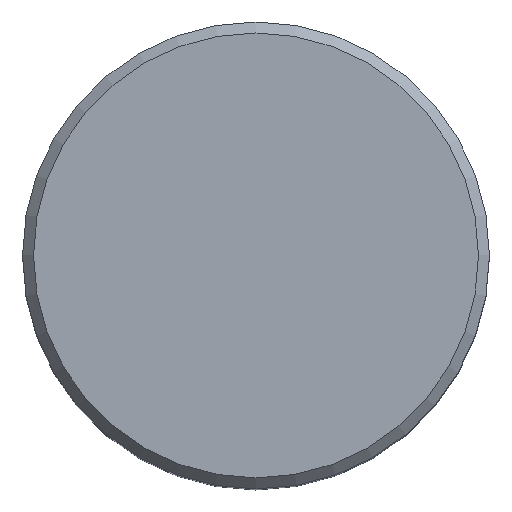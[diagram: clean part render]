
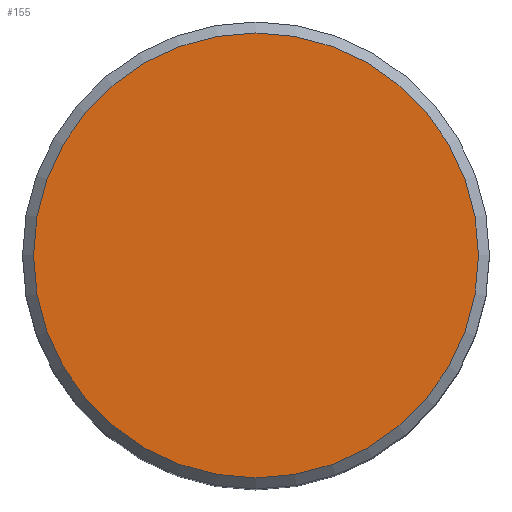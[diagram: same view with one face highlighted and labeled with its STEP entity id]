
A CAD part, top view. The second image highlights one B-rep face of the part: STEP entity #155.
In plain terms, the highlighted planar face has unit normal (0, 0, 1).
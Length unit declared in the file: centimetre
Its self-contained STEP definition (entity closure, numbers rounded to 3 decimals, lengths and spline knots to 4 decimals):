
#61=PLANE('',#174);
#72=VERTEX_POINT('',#198);
#81=CIRCLE('',#171,0.505);
#90=EDGE_CURVE('',#72,#72,#81,.T.);
#109=ORIENTED_EDGE('',*,*,#90,.F.);
#127=EDGE_LOOP('',(#109));
#145=FACE_BOUND('',#127,.T.);
#155=ADVANCED_FACE('',(#145),#61,.T.);
#171=AXIS2_PLACEMENT_3D('',#197,#230,#231);
#174=AXIS2_PLACEMENT_3D('',#202,#236,$);
#197=CARTESIAN_POINT('',(0.,0.,1.4));
#198=CARTESIAN_POINT('',(0.505,0.,1.4));
#202=CARTESIAN_POINT('',(0.,0.,1.4));
#230=DIRECTION('',(0.,0.,-1.));
#231=DIRECTION('',(-0.505,0.,0.));
#236=DIRECTION('',(0.,0.,1.));
